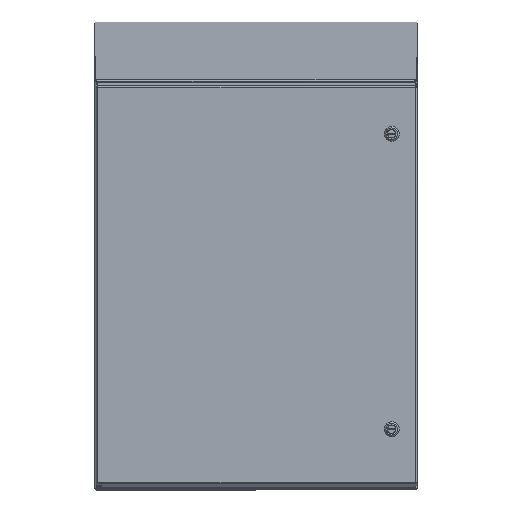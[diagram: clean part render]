
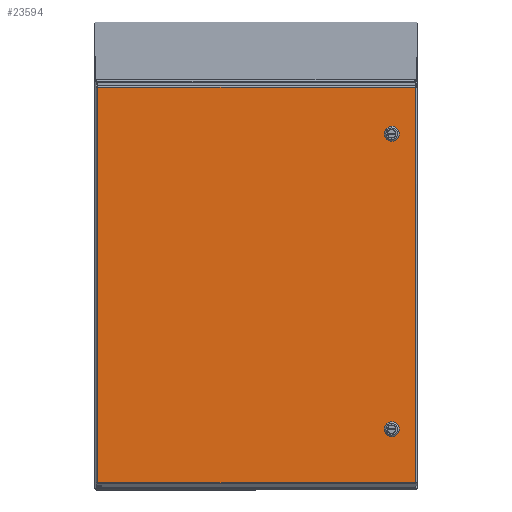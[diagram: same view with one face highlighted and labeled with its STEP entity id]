
A CAD part, top view. The second image highlights one B-rep face of the part: STEP entity #23594.
In plain terms, the highlighted planar face has unit normal (0, 0, 1).
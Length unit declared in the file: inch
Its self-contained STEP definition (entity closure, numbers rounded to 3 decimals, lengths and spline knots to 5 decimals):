
#21771=CARTESIAN_POINT('',(21.96087,-24.83316,0.074));
#21772=VERTEX_POINT('',#21771);
#21779=CARTESIAN_POINT('',(21.77499,-24.64723,0.074));
#21780=VERTEX_POINT('',#21779);
#21781=CARTESIAN_POINT('',(21.56134,-25.04668,0.074));
#21782=DIRECTION('',(0.0,0.0,-1.0));
#21783=DIRECTION('',(0.882,0.471,0.0));
#21784=AXIS2_PLACEMENT_3D('',#21781,#21782,#21783);
#21785=CIRCLE('',#21784,0.453);
#21786=EDGE_CURVE('',#21780,#21772,#21785,.T.);
#21811=CARTESIAN_POINT('',(21.34787,-24.64723,0.074));
#21812=VERTEX_POINT('',#21811);
#21813=CARTESIAN_POINT('',(21.34787,-24.64723,0.074));
#21814=DIRECTION('',(1.0,0.,0.0));
#21815=VECTOR('',#21814,0.42712);
#21816=LINE('',#21813,#21815);
#21817=EDGE_CURVE('',#21812,#21780,#21816,.T.);
#21843=CARTESIAN_POINT('',(21.16187,-24.83316,0.074));
#21844=VERTEX_POINT('',#21843);
#21845=CARTESIAN_POINT('',(21.56134,-25.04677,0.074));
#21846=DIRECTION('',(0.0,0.0,-1.0));
#21847=DIRECTION('',(-0.471,0.882,0.0));
#21848=AXIS2_PLACEMENT_3D('',#21845,#21846,#21847);
#21849=CIRCLE('',#21848,0.453);
#21850=EDGE_CURVE('',#21844,#21812,#21849,.T.);
#21875=CARTESIAN_POINT('',(21.16187,-25.26029,0.074));
#21876=VERTEX_POINT('',#21875);
#21877=CARTESIAN_POINT('',(21.16187,-25.26029,0.074));
#21878=DIRECTION('',(0.,1.0,0.0));
#21879=VECTOR('',#21878,0.42712);
#21880=LINE('',#21877,#21879);
#21881=EDGE_CURVE('',#21876,#21844,#21880,.T.);
#21907=CARTESIAN_POINT('',(21.3478,-25.44623,0.074));
#21908=VERTEX_POINT('',#21907);
#21909=CARTESIAN_POINT('',(21.56137,-25.04673,0.074));
#21910=DIRECTION('',(0.0,0.0,-1.0));
#21911=DIRECTION('',(-0.882,-0.471,0.0));
#21912=AXIS2_PLACEMENT_3D('',#21909,#21910,#21911);
#21913=CIRCLE('',#21912,0.453);
#21914=EDGE_CURVE('',#21908,#21876,#21913,.T.);
#21939=CARTESIAN_POINT('',(21.77493,-25.44623,0.074));
#21940=VERTEX_POINT('',#21939);
#21941=CARTESIAN_POINT('',(21.77493,-25.44623,0.074));
#21942=DIRECTION('',(-1.0,0.,0.0));
#21943=VECTOR('',#21942,0.42712);
#21944=LINE('',#21941,#21943);
#21945=EDGE_CURVE('',#21940,#21908,#21944,.T.);
#21971=CARTESIAN_POINT('',(21.96087,-25.26029,0.074));
#21972=VERTEX_POINT('',#21971);
#21973=CARTESIAN_POINT('',(21.56137,-25.04673,0.074));
#21974=DIRECTION('',(0.0,0.0,-1.0));
#21975=DIRECTION('',(0.471,-0.882,0.0));
#21976=AXIS2_PLACEMENT_3D('',#21973,#21974,#21975);
#21977=CIRCLE('',#21976,0.453);
#21978=EDGE_CURVE('',#21972,#21940,#21977,.T.);
#22001=CARTESIAN_POINT('',(21.96087,-24.83316,0.074));
#22002=DIRECTION('',(0.,-1.0,0.0));
#22003=VECTOR('',#22002,0.42712);
#22004=LINE('',#22001,#22003);
#22005=EDGE_CURVE('',#21772,#21972,#22004,.T.);
#22027=CARTESIAN_POINT('',(21.96087,-2.83316,0.074));
#22028=VERTEX_POINT('',#22027);
#22035=CARTESIAN_POINT('',(21.77499,-2.64723,0.074));
#22036=VERTEX_POINT('',#22035);
#22037=CARTESIAN_POINT('',(21.56134,-3.04668,0.074));
#22038=DIRECTION('',(0.0,0.0,-1.0));
#22039=DIRECTION('',(0.882,0.471,0.0));
#22040=AXIS2_PLACEMENT_3D('',#22037,#22038,#22039);
#22041=CIRCLE('',#22040,0.453);
#22042=EDGE_CURVE('',#22036,#22028,#22041,.T.);
#22067=CARTESIAN_POINT('',(21.34787,-2.64723,0.074));
#22068=VERTEX_POINT('',#22067);
#22069=CARTESIAN_POINT('',(21.34787,-2.64723,0.074));
#22070=DIRECTION('',(1.0,0.,0.0));
#22071=VECTOR('',#22070,0.42712);
#22072=LINE('',#22069,#22071);
#22073=EDGE_CURVE('',#22068,#22036,#22072,.T.);
#22099=CARTESIAN_POINT('',(21.16187,-2.83316,0.074));
#22100=VERTEX_POINT('',#22099);
#22101=CARTESIAN_POINT('',(21.56134,-3.04677,0.074));
#22102=DIRECTION('',(0.0,0.0,-1.0));
#22103=DIRECTION('',(-0.471,0.882,0.0));
#22104=AXIS2_PLACEMENT_3D('',#22101,#22102,#22103);
#22105=CIRCLE('',#22104,0.453);
#22106=EDGE_CURVE('',#22100,#22068,#22105,.T.);
#22131=CARTESIAN_POINT('',(21.16187,-3.26029,0.074));
#22132=VERTEX_POINT('',#22131);
#22133=CARTESIAN_POINT('',(21.16187,-3.26029,0.074));
#22134=DIRECTION('',(0.,1.0,0.0));
#22135=VECTOR('',#22134,0.42712);
#22136=LINE('',#22133,#22135);
#22137=EDGE_CURVE('',#22132,#22100,#22136,.T.);
#22163=CARTESIAN_POINT('',(21.3478,-3.44623,0.074));
#22164=VERTEX_POINT('',#22163);
#22165=CARTESIAN_POINT('',(21.56137,-3.04673,0.074));
#22166=DIRECTION('',(0.0,0.0,-1.0));
#22167=DIRECTION('',(-0.882,-0.471,0.0));
#22168=AXIS2_PLACEMENT_3D('',#22165,#22166,#22167);
#22169=CIRCLE('',#22168,0.453);
#22170=EDGE_CURVE('',#22164,#22132,#22169,.T.);
#22195=CARTESIAN_POINT('',(21.77493,-3.44623,0.074));
#22196=VERTEX_POINT('',#22195);
#22197=CARTESIAN_POINT('',(21.77493,-3.44623,0.074));
#22198=DIRECTION('',(-1.0,0.,0.0));
#22199=VECTOR('',#22198,0.42712);
#22200=LINE('',#22197,#22199);
#22201=EDGE_CURVE('',#22196,#22164,#22200,.T.);
#22227=CARTESIAN_POINT('',(21.96087,-3.26029,0.074));
#22228=VERTEX_POINT('',#22227);
#22229=CARTESIAN_POINT('',(21.56137,-3.04673,0.074));
#22230=DIRECTION('',(0.0,0.0,-1.0));
#22231=DIRECTION('',(0.471,-0.882,0.0));
#22232=AXIS2_PLACEMENT_3D('',#22229,#22230,#22231);
#22233=CIRCLE('',#22232,0.453);
#22234=EDGE_CURVE('',#22228,#22196,#22233,.T.);
#22257=CARTESIAN_POINT('',(21.96087,-2.83316,0.074));
#22258=DIRECTION('',(0.,-1.0,0.0));
#22259=VECTOR('',#22258,0.42712);
#22260=LINE('',#22257,#22259);
#22261=EDGE_CURVE('',#22028,#22228,#22260,.T.);
#22314=CARTESIAN_POINT('',(23.33112,-29.0199,0.074));
#22315=VERTEX_POINT('',#22314);
#22343=CARTESIAN_POINT('',(23.33112,0.42645,0.074));
#22344=VERTEX_POINT('',#22343);
#22355=CARTESIAN_POINT('',(23.33112,-29.0199,0.074));
#22356=DIRECTION('',(0.0,1.0,0.0));
#22357=VECTOR('',#22356,29.44636);
#22358=LINE('',#22355,#22357);
#22359=EDGE_CURVE('',#22315,#22344,#22358,.T.);
#22806=CARTESIAN_POINT('',(-0.33338,-29.0199,0.074));
#22807=VERTEX_POINT('',#22806);
#22903=CARTESIAN_POINT('',(-0.33338,0.42645,0.074));
#22904=VERTEX_POINT('',#22903);
#22905=CARTESIAN_POINT('',(-0.33338,0.42645,0.074));
#22906=DIRECTION('',(0.0,-1.0,0.0));
#22907=VECTOR('',#22906,29.44636);
#22908=LINE('',#22905,#22907);
#22909=EDGE_CURVE('',#22904,#22807,#22908,.T.);
#23507=CARTESIAN_POINT('',(23.33112,0.42645,0.074));
#23508=DIRECTION('',(-1.0,0.0,0.0));
#23509=VECTOR('',#23508,23.6645);
#23510=LINE('',#23507,#23509);
#23511=EDGE_CURVE('',#22344,#22904,#23510,.T.);
#23541=CARTESIAN_POINT('',(-0.33338,-29.0199,0.074));
#23542=DIRECTION('',(1.0,0.0,0.0));
#23543=VECTOR('',#23542,23.6645);
#23544=LINE('',#23541,#23543);
#23545=EDGE_CURVE('',#22807,#22315,#23544,.T.);
#23563=CARTESIAN_POINT('',(11.49887,-14.29673,0.074));
#23564=DIRECTION('',(0.0,0.0,1.0));
#23565=DIRECTION('',(1.0,0.0,0.0));
#23566=AXIS2_PLACEMENT_3D('',#23563,#23564,#23565);
#23567=PLANE('',#23566);
#23568=ORIENTED_EDGE('',*,*,#23545,.T.);
#23569=ORIENTED_EDGE('',*,*,#22359,.T.);
#23570=ORIENTED_EDGE('',*,*,#23511,.T.);
#23571=ORIENTED_EDGE('',*,*,#22909,.T.);
#23572=EDGE_LOOP('',(#23568,#23569,#23570,#23571));
#23573=FACE_OUTER_BOUND('',#23572,.T.);
#23574=ORIENTED_EDGE('',*,*,#21786,.T.);
#23575=ORIENTED_EDGE('',*,*,#22005,.T.);
#23576=ORIENTED_EDGE('',*,*,#21978,.T.);
#23577=ORIENTED_EDGE('',*,*,#21945,.T.);
#23578=ORIENTED_EDGE('',*,*,#21914,.T.);
#23579=ORIENTED_EDGE('',*,*,#21881,.T.);
#23580=ORIENTED_EDGE('',*,*,#21850,.T.);
#23581=ORIENTED_EDGE('',*,*,#21817,.T.);
#23582=EDGE_LOOP('',(#23574,#23575,#23576,#23577,#23578,#23579,#23580,#23581));
#23583=FACE_BOUND('',#23582,.T.);
#23584=ORIENTED_EDGE('',*,*,#22042,.T.);
#23585=ORIENTED_EDGE('',*,*,#22261,.T.);
#23586=ORIENTED_EDGE('',*,*,#22234,.T.);
#23587=ORIENTED_EDGE('',*,*,#22201,.T.);
#23588=ORIENTED_EDGE('',*,*,#22170,.T.);
#23589=ORIENTED_EDGE('',*,*,#22137,.T.);
#23590=ORIENTED_EDGE('',*,*,#22106,.T.);
#23591=ORIENTED_EDGE('',*,*,#22073,.T.);
#23592=EDGE_LOOP('',(#23584,#23585,#23586,#23587,#23588,#23589,#23590,#23591));
#23593=FACE_BOUND('',#23592,.T.);
#23594=ADVANCED_FACE('',(#23573,#23583,#23593),#23567,.T.);
